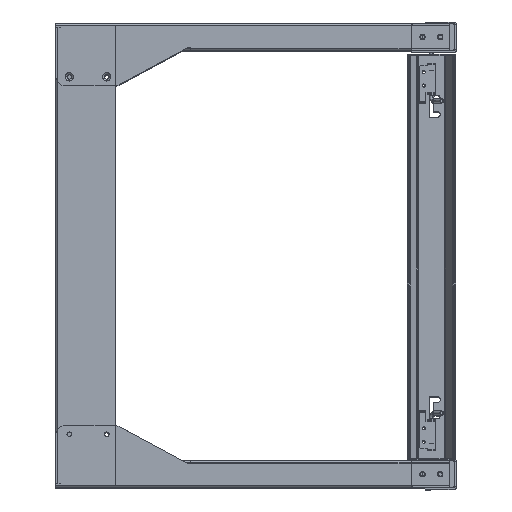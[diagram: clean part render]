
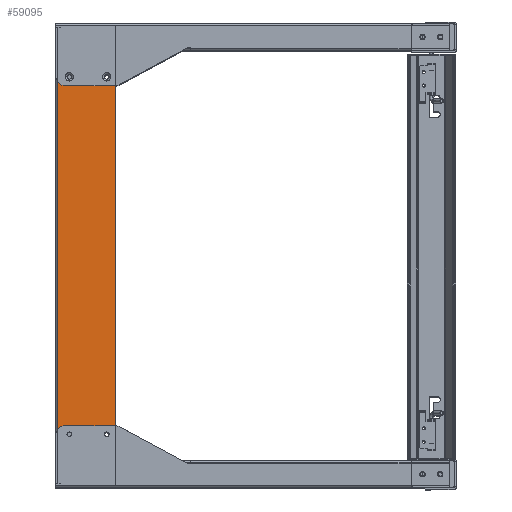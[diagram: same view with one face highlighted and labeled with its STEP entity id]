
A CAD part, top view. The second image highlights one B-rep face of the part: STEP entity #59095.
In plain terms, the highlighted face is planar.
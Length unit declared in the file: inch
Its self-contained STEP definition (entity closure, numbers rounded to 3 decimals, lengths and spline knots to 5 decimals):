
#662 = ORIENTED_EDGE ( 'NONE', *, *, #25700, .F. ) ;
#677 = AXIS2_PLACEMENT_3D ( 'NONE', #6437, #5243, #19375 ) ;
#1002 = VECTOR ( 'NONE', #4339, 39.37008 ) ;
#1239 = DIRECTION ( 'NONE',  ( 0., 0., 1. ) ) ;
#3495 = DIRECTION ( 'NONE',  ( 0., 0., 1. ) ) ;
#4092 = FACE_OUTER_BOUND ( 'NONE', #18912, .T. ) ;
#4339 = DIRECTION ( 'NONE',  ( 0., 0., -1. ) ) ;
#5103 = DIRECTION ( 'NONE',  ( -1., 0., 0. ) ) ;
#5243 = DIRECTION ( 'NONE',  ( -1., 0., 0. ) ) ;
#5974 = VERTEX_POINT ( 'NONE', #52274 ) ;
#6294 = ORIENTED_EDGE ( 'NONE', *, *, #12425, .F. ) ;
#6437 = CARTESIAN_POINT ( 'NONE',  ( 0., -2.06299, -7.94587 ) ) ;
#6508 = CARTESIAN_POINT ( 'NONE',  ( 0., -0.3937, 7.94587 ) ) ;
#6854 = LINE ( 'NONE', #47259, #22314 ) ;
#7815 = EDGE_CURVE ( 'NONE', #45836, #58535, #34851, .T. ) ;
#8590 = AXIS2_PLACEMENT_3D ( 'NONE', #54046, #12834, #12227 ) ;
#8783 = EDGE_CURVE ( 'NONE', #54627, #45836, #6854, .T. ) ;
#9136 = VECTOR ( 'NONE', #36766, 39.37008 ) ;
#10088 = ORIENTED_EDGE ( 'NONE', *, *, #44886, .F. ) ;
#10518 = VERTEX_POINT ( 'NONE', #42152 ) ;
#12206 = CARTESIAN_POINT ( 'NONE',  ( 0., -0.3937, -7.94587 ) ) ;
#12227 = DIRECTION ( 'NONE',  ( 0., 0., 1. ) ) ;
#12266 = CARTESIAN_POINT ( 'NONE',  ( 0., -2.06299, 7.84744 ) ) ;
#12425 = EDGE_CURVE ( 'NONE', #5974, #29269, #45300, .T. ) ;
#12532 = ORIENTED_EDGE ( 'NONE', *, *, #18681, .F. ) ;
#12539 = CIRCLE ( 'NONE', #36586, 0.09843 ) ;
#12742 = VECTOR ( 'NONE', #51213, 39.37008 ) ;
#12834 = DIRECTION ( 'NONE',  ( -1., 0., 0. ) ) ;
#12895 = CARTESIAN_POINT ( 'NONE',  ( 0., -0.3937, 8.04429 ) ) ;
#13122 = CARTESIAN_POINT ( 'NONE',  ( 0., -2.57087, 10.13091 ) ) ;
#13338 = VERTEX_POINT ( 'NONE', #12895 ) ;
#13791 = ORIENTED_EDGE ( 'NONE', *, *, #7815, .F. ) ;
#13799 = VECTOR ( 'NONE', #57174, 39.37008 ) ;
#14043 = PLANE ( 'NONE',  #53844 ) ;
#14722 = DIRECTION ( 'NONE',  ( -1., 0., 0. ) ) ;
#15350 = EDGE_LOOP ( 'NONE', ( #23598, #55726 ) ) ;
#16285 = EDGE_LOOP ( 'NONE', ( #12532, #6294 ) ) ;
#16555 = CIRCLE ( 'NONE', #31011, 0.09843 ) ;
#18340 = LINE ( 'NONE', #50599, #12742 ) ;
#18351 = LINE ( 'NONE', #23749, #34225 ) ;
#18562 = VERTEX_POINT ( 'NONE', #44749 ) ;
#18681 = EDGE_CURVE ( 'NONE', #29269, #5974, #59520, .T. ) ;
#18766 = VERTEX_POINT ( 'NONE', #19973 ) ;
#18912 = EDGE_LOOP ( 'NONE', ( #662, #41862, #58608, #33573, #19145, #35696, #13791, #30978 ) ) ;
#19145 = ORIENTED_EDGE ( 'NONE', *, *, #36034, .F. ) ;
#19205 = ORIENTED_EDGE ( 'NONE', *, *, #21385, .F. ) ;
#19375 = DIRECTION ( 'NONE',  ( 0., 0., 1. ) ) ;
#19973 = CARTESIAN_POINT ( 'NONE',  ( 0., -2.57087, -10.13091 ) ) ;
#19978 = ORIENTED_EDGE ( 'NONE', *, *, #23349, .F. ) ;
#20183 = DIRECTION ( 'NONE',  ( -1., 0., 0. ) ) ;
#20351 = EDGE_CURVE ( 'NONE', #36599, #39498, #12539, .T. ) ;
#20560 = CIRCLE ( 'NONE', #58970, 0.09843 ) ;
#21085 = EDGE_CURVE ( 'NONE', #13338, #24574, #37238, .T. ) ;
#21123 = ORIENTED_EDGE ( 'NONE', *, *, #20351, .F. ) ;
#21385 = EDGE_CURVE ( 'NONE', #39382, #18562, #47851, .T. ) ;
#22314 = VECTOR ( 'NONE', #25221, 39.37008 ) ;
#22768 = DIRECTION ( 'NONE',  ( -1., 0., 0. ) ) ;
#22815 = AXIS2_PLACEMENT_3D ( 'NONE', #6508, #47219, #24873 ) ;
#23349 = EDGE_CURVE ( 'NONE', #39498, #36599, #52203, .T. ) ;
#23598 = ORIENTED_EDGE ( 'NONE', *, *, #21085, .F. ) ;
#23749 = CARTESIAN_POINT ( 'NONE',  ( 0., 0., -10.13091 ) ) ;
#23786 = VECTOR ( 'NONE', #33900, 39.37008 ) ;
#24574 = VERTEX_POINT ( 'NONE', #57020 ) ;
#24873 = DIRECTION ( 'NONE',  ( 0., 0., 1. ) ) ;
#24961 = LINE ( 'NONE', #33729, #13799 ) ;
#25221 = DIRECTION ( 'NONE',  ( 0., 1., 0. ) ) ;
#25700 = EDGE_CURVE ( 'NONE', #42563, #54627, #24961, .T. ) ;
#25960 = EDGE_LOOP ( 'NONE', ( #19205, #10088 ) ) ;
#26611 = LINE ( 'NONE', #27498, #1002 ) ;
#26646 = CARTESIAN_POINT ( 'NONE',  ( 0., 0., 10.20965 ) ) ;
#26958 = DIRECTION ( 'NONE',  ( 0., 1., 0. ) ) ;
#27498 = CARTESIAN_POINT ( 'NONE',  ( 0., -2.57087, 10.20965 ) ) ;
#27563 = CARTESIAN_POINT ( 'NONE',  ( 0., -2.45669, -10.13091 ) ) ;
#27670 = DIRECTION ( 'NONE',  ( 0., 0., 1. ) ) ;
#28059 = EDGE_LOOP ( 'NONE', ( #19978, #21123 ) ) ;
#28565 = DIRECTION ( 'NONE',  ( 0., 1., 0. ) ) ;
#28610 = CARTESIAN_POINT ( 'NONE',  ( 0., -0.3937, 7.94587 ) ) ;
#28627 = EDGE_CURVE ( 'NONE', #10518, #38152, #37806, .T. ) ;
#29269 = VERTEX_POINT ( 'NONE', #55551 ) ;
#30557 = DIRECTION ( 'NONE',  ( 0., 0., 1. ) ) ;
#30978 = ORIENTED_EDGE ( 'NONE', *, *, #8783, .F. ) ;
#31011 = AXIS2_PLACEMENT_3D ( 'NONE', #37641, #5103, #27670 ) ;
#31516 = FACE_BOUND ( 'NONE', #25960, .T. ) ;
#31819 = AXIS2_PLACEMENT_3D ( 'NONE', #12206, #14722, #30557 ) ;
#32399 = DIRECTION ( 'NONE',  ( 1., 0., 0. ) ) ;
#33573 = ORIENTED_EDGE ( 'NONE', *, *, #28627, .F. ) ;
#33729 = CARTESIAN_POINT ( 'NONE',  ( 0., -2.45669, 10.20965 ) ) ;
#33900 = DIRECTION ( 'NONE',  ( 0., -1., 0. ) ) ;
#34225 = VECTOR ( 'NONE', #28565, 39.37008 ) ;
#34851 = LINE ( 'NONE', #26646, #57428 ) ;
#35696 = ORIENTED_EDGE ( 'NONE', *, *, #45034, .F. ) ;
#36034 = EDGE_CURVE ( 'NONE', #43602, #10518, #37051, .T. ) ;
#36586 = AXIS2_PLACEMENT_3D ( 'NONE', #38896, #48264, #52160 ) ;
#36599 = VERTEX_POINT ( 'NONE', #12266 ) ;
#36766 = DIRECTION ( 'NONE',  ( 0., 0., -1. ) ) ;
#37051 = LINE ( 'NONE', #37644, #9136 ) ;
#37221 = FACE_BOUND ( 'NONE', #28059, .T. ) ;
#37238 = CIRCLE ( 'NONE', #22815, 0.09843 ) ;
#37259 = EDGE_CURVE ( 'NONE', #24574, #13338, #20560, .T. ) ;
#37641 = CARTESIAN_POINT ( 'NONE',  ( 0., -2.06299, -7.94587 ) ) ;
#37644 = CARTESIAN_POINT ( 'NONE',  ( 0., -2.45669, 10.20965 ) ) ;
#37743 = AXIS2_PLACEMENT_3D ( 'NONE', #45703, #22768, #55875 ) ;
#37806 = LINE ( 'NONE', #46560, #23786 ) ;
#38007 = CARTESIAN_POINT ( 'NONE',  ( 0., -2.06299, -7.84744 ) ) ;
#38152 = VERTEX_POINT ( 'NONE', #13122 ) ;
#38896 = CARTESIAN_POINT ( 'NONE',  ( 0., -2.06299, 7.94587 ) ) ;
#39382 = VERTEX_POINT ( 'NONE', #38007 ) ;
#39498 = VERTEX_POINT ( 'NONE', #55751 ) ;
#40850 = FACE_BOUND ( 'NONE', #15350, .T. ) ;
#41862 = ORIENTED_EDGE ( 'NONE', *, *, #45761, .F. ) ;
#42152 = CARTESIAN_POINT ( 'NONE',  ( 0., -2.45669, 10.13091 ) ) ;
#42563 = VERTEX_POINT ( 'NONE', #27563 ) ;
#43159 = CARTESIAN_POINT ( 'NONE',  ( 0., 0., 10.20965 ) ) ;
#43602 = VERTEX_POINT ( 'NONE', #47525 ) ;
#43802 = EDGE_CURVE ( 'NONE', #38152, #18766, #26611, .T. ) ;
#44749 = CARTESIAN_POINT ( 'NONE',  ( 0., -2.06299, -8.04429 ) ) ;
#44886 = EDGE_CURVE ( 'NONE', #18562, #39382, #16555, .T. ) ;
#45034 = EDGE_CURVE ( 'NONE', #58535, #43602, #18340, .T. ) ;
#45300 = CIRCLE ( 'NONE', #31819, 0.09843 ) ;
#45345 = CARTESIAN_POINT ( 'NONE',  ( 0., -2.45669, -10.20965 ) ) ;
#45703 = CARTESIAN_POINT ( 'NONE',  ( 0., -2.06299, 7.94587 ) ) ;
#45761 = EDGE_CURVE ( 'NONE', #18766, #42563, #18351, .T. ) ;
#45836 = VERTEX_POINT ( 'NONE', #53555 ) ;
#45969 = CARTESIAN_POINT ( 'NONE',  ( 0., 0., 10.20965 ) ) ;
#46560 = CARTESIAN_POINT ( 'NONE',  ( 0., 0., 10.13091 ) ) ;
#47219 = DIRECTION ( 'NONE',  ( -1., 0., 0. ) ) ;
#47259 = CARTESIAN_POINT ( 'NONE',  ( 0., 0., -10.20965 ) ) ;
#47525 = CARTESIAN_POINT ( 'NONE',  ( 0., -2.45669, 10.20965 ) ) ;
#47851 = CIRCLE ( 'NONE', #677, 0.09843 ) ;
#48264 = DIRECTION ( 'NONE',  ( -1., 0., 0. ) ) ;
#50599 = CARTESIAN_POINT ( 'NONE',  ( 0., 0., 10.20965 ) ) ;
#51213 = DIRECTION ( 'NONE',  ( 0., -1., 0. ) ) ;
#52160 = DIRECTION ( 'NONE',  ( 0., 0., 1. ) ) ;
#52203 = CIRCLE ( 'NONE', #37743, 0.09843 ) ;
#52274 = CARTESIAN_POINT ( 'NONE',  ( 0., -0.3937, -8.04429 ) ) ;
#53555 = CARTESIAN_POINT ( 'NONE',  ( 0., 0., -10.20965 ) ) ;
#53844 = AXIS2_PLACEMENT_3D ( 'NONE', #45969, #32399, #26958 ) ;
#54046 = CARTESIAN_POINT ( 'NONE',  ( 0., -0.3937, -7.94587 ) ) ;
#54627 = VERTEX_POINT ( 'NONE', #45345 ) ;
#55551 = CARTESIAN_POINT ( 'NONE',  ( 0., -0.3937, -7.84744 ) ) ;
#55726 = ORIENTED_EDGE ( 'NONE', *, *, #37259, .F. ) ;
#55751 = CARTESIAN_POINT ( 'NONE',  ( 0., -2.06299, 8.04429 ) ) ;
#55875 = DIRECTION ( 'NONE',  ( 0., 0., 1. ) ) ;
#57020 = CARTESIAN_POINT ( 'NONE',  ( 0., -0.3937, 7.84744 ) ) ;
#57174 = DIRECTION ( 'NONE',  ( 0., 0., -1. ) ) ;
#57428 = VECTOR ( 'NONE', #3495, 39.37008 ) ;
#58535 = VERTEX_POINT ( 'NONE', #43159 ) ;
#58608 = ORIENTED_EDGE ( 'NONE', *, *, #43802, .F. ) ;
#58970 = AXIS2_PLACEMENT_3D ( 'NONE', #28610, #20183, #1239 ) ;
#59095 = ADVANCED_FACE ( 'NONE', ( #4092, #59140, #31516, #37221, #40850 ), #14043, .F. ) ;
#59140 = FACE_BOUND ( 'NONE', #16285, .T. ) ;
#59520 = CIRCLE ( 'NONE', #8590, 0.09843 ) ;
